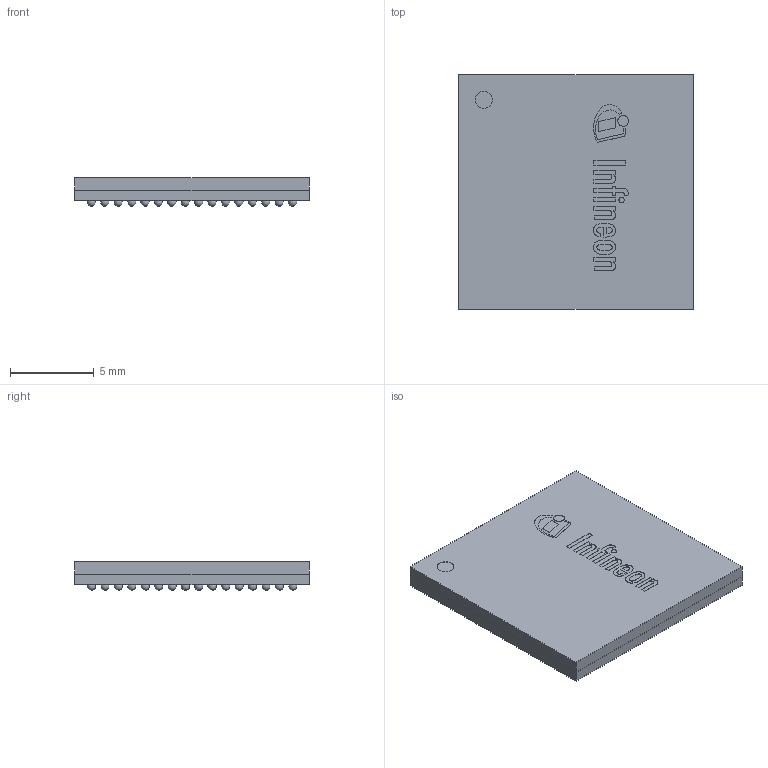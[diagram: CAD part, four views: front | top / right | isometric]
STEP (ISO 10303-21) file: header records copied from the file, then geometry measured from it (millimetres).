
FILE_DESCRIPTION(/* description */ (''),/* implementation_level */ '2;1');
FILE_NAME(/* name */ 'PG-LFBGA-224-2_Z8B00220749_V01_3D (1).stp',/* time_stamp */ '2022-10-27T17:38:48+05:00',/* author */ ('janartha'),/* organization */ (''),/* preprocessor_version */ 'ST-DEVELOPER v16.13',/* originating_system */ 'AutoCAD Mechanical',/* authorisation */ '');
FILE_SCHEMA (('AUTOMOTIVE_DESIGN { 1 0 10303 214 3 1 1 }'));
Length unit declared in the file: millimetre
Products named in the file (1): Product
Bounding box: 14 x 14 x 1.71 mm (x, y, z)
Volume: 279.3 mm3; surface area: 1423.8 mm2
Topology: 241 solids, 241 shells, 589 faces, 990 edges, 660 vertices
Faces by surface type: plane 341, sphere 224, bspline 18, cylinder 6
Full cylindrical faces by diameter (mm): 0.313 x1, 0.645 x1, 1 x2
Entity records: 10578 total; most frequent: CARTESIAN_POINT 1934, DIRECTION 1882, ORIENTED_EDGE 1076, AXIS2_PLACEMENT_3D 808, EDGE_LOOP 598, FACE_OUTER_BOUND 589, ADVANCED_FACE 589, EDGE_CURVE 538
